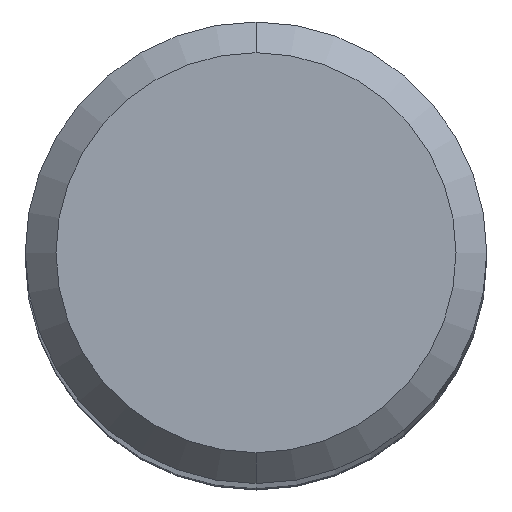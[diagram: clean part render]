
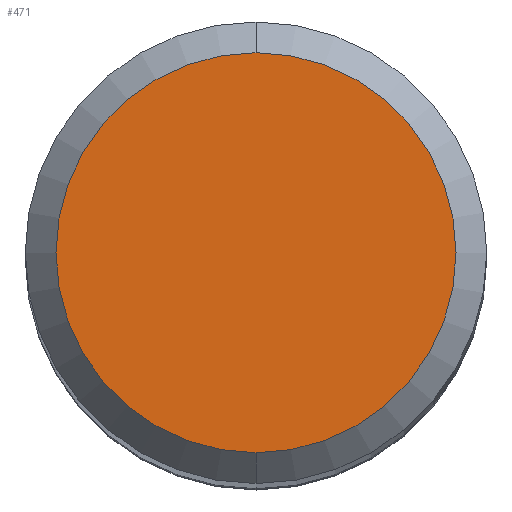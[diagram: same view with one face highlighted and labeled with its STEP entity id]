
A CAD part, top view. The second image highlights one B-rep face of the part: STEP entity #471.
In plain terms, the highlighted planar face has unit normal (0, 0, 1).
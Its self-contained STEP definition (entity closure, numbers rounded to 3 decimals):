
#185=VERTEX_POINT('',#508);
#361=VERTEX_POINT('',#702);
#383=EDGE_CURVE('',#185,#361,#727,.T.);
#425=EDGE_CURVE('',#361,#185,#771,.T.);
#471=ADVANCED_FACE('',(#822),#823,.T.);
#508=CARTESIAN_POINT('',(0.,-2.6,0.0));
#702=CARTESIAN_POINT('',(0.0,2.6,0.0));
#727=CIRCLE('',#1316,2.6);
#771=CIRCLE('',#1395,2.6);
#822=FACE_OUTER_BOUND('',#1458,.T.);
#823=PLANE('',#1459);
#1316=AXIS2_PLACEMENT_3D('',#1779,#1780,#1781);
#1395=AXIS2_PLACEMENT_3D('',#1816,#1817,#1818);
#1458=EDGE_LOOP('',(#1871,#1872));
#1459=AXIS2_PLACEMENT_3D('',#1873,#1874,#1875);
#1779=CARTESIAN_POINT('',(0.0,0.0,0.0));
#1780=DIRECTION('',(0.0,0.0,-1.0));
#1781=DIRECTION('',(0.0,1.0,0.0));
#1816=CARTESIAN_POINT('',(0.0,0.0,0.0));
#1817=DIRECTION('',(0.0,0.0,-1.0));
#1818=DIRECTION('',(0.0,1.0,0.0));
#1871=ORIENTED_EDGE('',*,*,#425,.F.);
#1872=ORIENTED_EDGE('',*,*,#383,.F.);
#1873=CARTESIAN_POINT('',(0.0,1.3,0.0));
#1874=DIRECTION('',(-0.0,0.0,1.0));
#1875=DIRECTION('',(0.0,-1.0,0.0));
